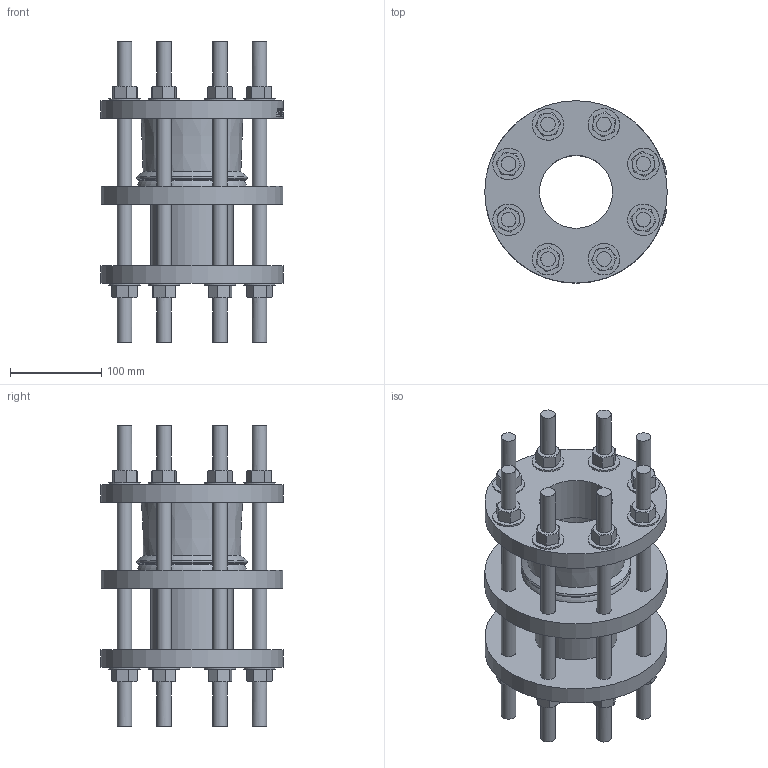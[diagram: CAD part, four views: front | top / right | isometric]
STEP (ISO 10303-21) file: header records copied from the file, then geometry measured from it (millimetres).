
FILE_DESCRIPTION (( 'STEP AP203' ), '1' );
FILE_NAME ('O_265_50_DN0080_1X_AA1.step', '2017-10-25T08:27:10', ( 'Windows User' ), ( 'AVK' ), 'SwSTEP 2.0', 'SolidWorks 2012', '' );
FILE_SCHEMA (( 'CONFIG_CONTROL_DESIGN' ));
Length unit declared in the file: inch
Products named in the file (1): O_265_50_DN0080_1X_AA1
Bounding box: 200 x 200 x 330 mm (x, y, z)
Volume: 2492641.6 mm3; surface area: 393471.1 mm2
Topology: 1 solids, 1 shells, 390 faces, 914 edges, 586 vertices
Faces by surface type: plane 220, cone 100, cylinder 63, bspline 4, torus 3
Full cylindrical faces by diameter (mm): 16 x32, 34.5 x16, 80 x3, 90 x1, 200 x3
Entity records: 11557 total; most frequent: CARTESIAN_POINT 3225, ORIENTED_EDGE 1636, DIRECTION 1608, EDGE_CURVE 818, AXIS2_PLACEMENT_3D 663, VERTEX_POINT 552, EDGE_LOOP 546, FACE_OUTER_BOUND 448
